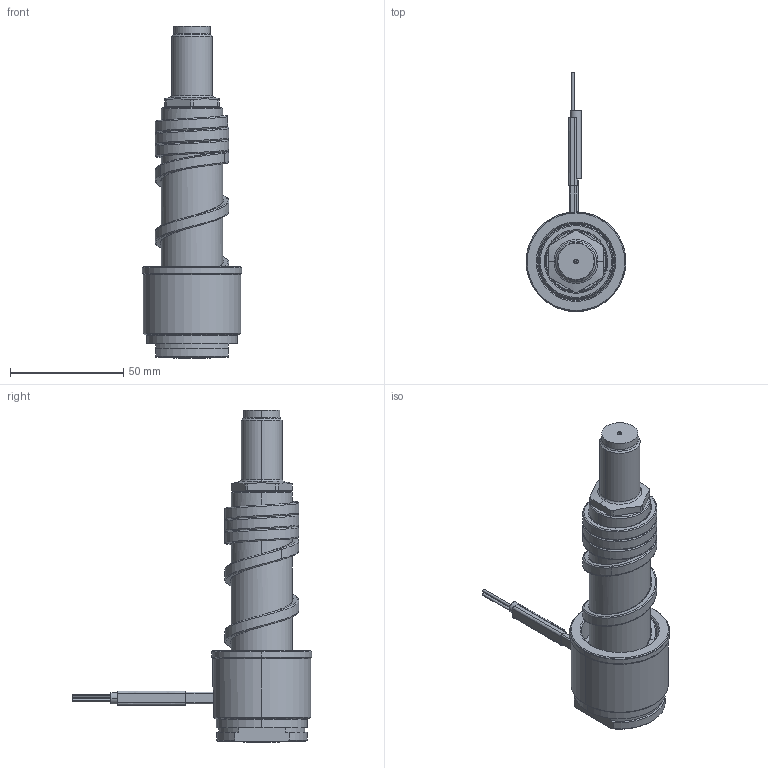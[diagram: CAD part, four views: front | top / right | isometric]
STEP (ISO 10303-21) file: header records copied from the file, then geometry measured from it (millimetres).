
FILE_DESCRIPTION((''),'2;1');
FILE_NAME('EL-126-BEV-N','2014-02-26T',('Íàòàëüÿ'),('IMID'),'PRO/ENGINEER BY PARAMETRIC TECHNOLOGY CORPORATION, 2010180','PRO/ENGINEER BY PARAMETRIC TECHNOLOGY CORPORATION, 2010180','');
FILE_SCHEMA(('CONFIG_CONTROL_DESIGN'));
Length unit declared in the file: millimetre
Products named in the file (1): EL-126-BEV-N
Bounding box: 44 x 105.5 x 146.3 mm (x, y, z)
Volume: 95961.5 mm3; surface area: 38350 mm2
Topology: 1 solids, 9 shells, 330 faces, 814 edges, 482 vertices
Faces by surface type: cylinder 108, cone 62, bspline 54, plane 54, torus 33, revolution 9, extrusion 8, sphere 2
Entity records: 16970 total; most frequent: CARTESIAN_POINT 9497, ORIENTED_EDGE 1584, DIRECTION 1480, EDGE_CURVE 804, AXIS2_PLACEMENT_3D 592, VERTEX_POINT 482, EDGE_LOOP 354, CIRCLE 332
